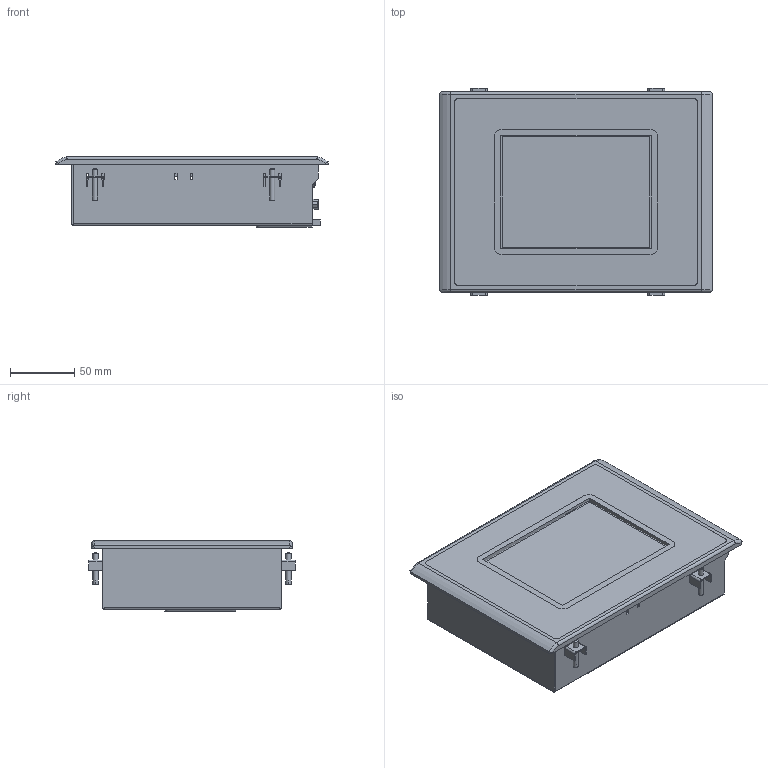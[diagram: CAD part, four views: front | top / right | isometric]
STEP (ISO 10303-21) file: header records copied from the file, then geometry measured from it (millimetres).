
FILE_DESCRIPTION(/* description */ ('OT205/M/BE1/512/LX'),/* implementation_level */ '2;1');
FILE_NAME(/* name */ 'M0017330000.stp',/* time_stamp */ '2019-03-04T11:38:21+01:00',/* author */ ('schwendm'),/* organization */ ('2019 Bachmann electronic GmbH'),/* preprocessor_version */ 'ST-DEVELOPER v15.2',/* originating_system */ 'Autodesk Inventor 2014',/* authorisation */ '-');
FILE_SCHEMA (('AUTOMOTIVE_DESIGN { 1 0 10303 214 3 1 1 }'));
Length unit declared in the file: millimetre
Products named in the file (1): M0017330000
Bounding box: 212 x 161.2 x 54.9 mm (x, y, z)
Volume: 444618.4 mm3; surface area: 270972.2 mm2
Topology: 20 solids, 20 shells, 1098 faces, 2826 edges, 1839 vertices
Faces by surface type: plane 754, cylinder 191, bspline 55, cone 53, torus 44, sphere 1
Full cylindrical faces by diameter (mm): 1 x13, 2 x2, 2.1 x3, 2.3 x2, 2.5 x3, 3.3 x4, 4 x11, 4.3 x2, 4.5 x2, 5.4 x1
Entity records: 34594 total; most frequent: CARTESIAN_POINT 6624, ORIENTED_EDGE 5540, DIRECTION 5272, EDGE_CURVE 2770, LINE 2120, VECTOR 2120, VERTEX_POINT 1836, AXIS2_PLACEMENT_3D 1576
